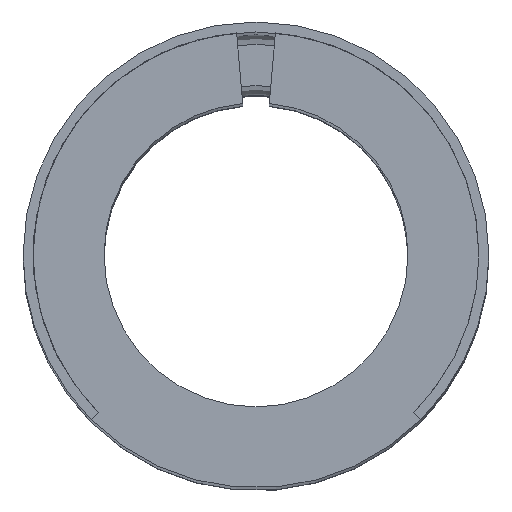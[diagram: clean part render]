
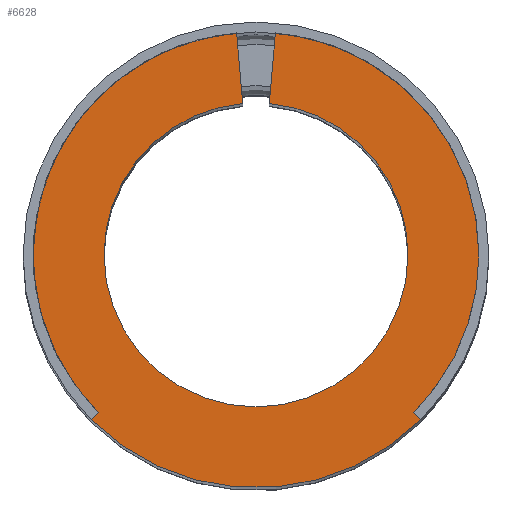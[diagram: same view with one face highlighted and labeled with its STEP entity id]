
A CAD part, top view. The second image highlights one B-rep face of the part: STEP entity #6628.
In plain terms, the highlighted planar face has unit normal (0, 0, 1).
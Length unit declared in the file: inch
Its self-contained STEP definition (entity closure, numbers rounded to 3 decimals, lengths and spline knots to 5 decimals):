
#27 = LINE ( 'NONE', #5329, #11882 ) ;
#89 = VECTOR ( 'NONE', #7542, 39.37008 ) ;
#268 = EDGE_CURVE ( 'NONE', #7107, #13240, #7215, .T. ) ;
#411 = ORIENTED_EDGE ( 'NONE', *, *, #6426, .T. ) ;
#903 = PLANE ( 'NONE',  #3014 ) ;
#923 = CIRCLE ( 'NONE', #11339, 0.39567 ) ;
#1047 = DIRECTION ( 'NONE',  ( 1., 0., 0. ) ) ;
#1178 = CARTESIAN_POINT ( 'NONE',  ( -0.26969, 0., 3.03543 ) ) ;
#1290 = CARTESIAN_POINT ( 'NONE',  ( 0., 0., 3.03543 ) ) ;
#1430 = AXIS2_PLACEMENT_3D ( 'NONE', #1290, #5612, #10014 ) ;
#1534 = VERTEX_POINT ( 'NONE', #8967 ) ;
#1750 = DIRECTION ( 'NONE',  ( 0., 0., -1. ) ) ;
#1943 = LINE ( 'NONE', #11734, #5723 ) ;
#2262 = EDGE_CURVE ( 'NONE', #13605, #6695, #923, .T. ) ;
#2287 = DIRECTION ( 'NONE',  ( -0.087, 0.996, 0. ) ) ;
#2372 = VERTEX_POINT ( 'NONE', #7792 ) ;
#2444 = DIRECTION ( 'NONE',  ( 0., 0., 1. ) ) ;
#2488 = DIRECTION ( 'NONE',  ( 0., 0., 1. ) ) ;
#2504 = CIRCLE ( 'NONE', #3191, 0.26969 ) ;
#2697 = CARTESIAN_POINT ( 'NONE',  ( 0., 0., 3.03543 ) ) ;
#2807 = DIRECTION ( 'NONE',  ( 0., 0., -1. ) ) ;
#2844 = EDGE_LOOP ( 'NONE', ( #3523, #11982, #4031, #12107, #3555, #411, #3139, #11083, #6718, #12000, #8296 ) ) ;
#3009 = CARTESIAN_POINT ( 'NONE',  ( 0., 0., 3.03543 ) ) ;
#3014 = AXIS2_PLACEMENT_3D ( 'NONE', #12889, #6438, #1047 ) ;
#3066 = DIRECTION ( 'NONE',  ( 0., 0., -1. ) ) ;
#3139 = ORIENTED_EDGE ( 'NONE', *, *, #5487, .T. ) ;
#3191 = AXIS2_PLACEMENT_3D ( 'NONE', #13859, #3066, #5190 ) ;
#3284 = VERTEX_POINT ( 'NONE', #5086 ) ;
#3306 = CARTESIAN_POINT ( 'NONE',  ( -0.29231, -0.29231, 3.03543 ) ) ;
#3370 = AXIS2_PLACEMENT_3D ( 'NONE', #3009, #2807, #4918 ) ;
#3523 = ORIENTED_EDGE ( 'NONE', *, *, #6261, .T. ) ;
#3555 = ORIENTED_EDGE ( 'NONE', *, *, #7824, .T. ) ;
#3770 = EDGE_CURVE ( 'NONE', #8594, #7107, #2504, .T. ) ;
#4031 = ORIENTED_EDGE ( 'NONE', *, *, #268, .T. ) ;
#4232 = DIRECTION ( 'NONE',  ( 1., 0., 0. ) ) ;
#4918 = DIRECTION ( 'NONE',  ( 1., 0., 0. ) ) ;
#4935 = CARTESIAN_POINT ( 'NONE',  ( 0., 0., 3.03543 ) ) ;
#5086 = CARTESIAN_POINT ( 'NONE',  ( -0.03448, 0.39416, 3.03543 ) ) ;
#5190 = DIRECTION ( 'NONE',  ( 1., 0., 0. ) ) ;
#5298 = DIRECTION ( 'NONE',  ( 0., 0., 1. ) ) ;
#5329 = CARTESIAN_POINT ( 'NONE',  ( -0.02862, 0.32716, 3.03543 ) ) ;
#5486 = EDGE_CURVE ( 'NONE', #13240, #2372, #8893, .T. ) ;
#5487 = EDGE_CURVE ( 'NONE', #6405, #12416, #6071, .T. ) ;
#5612 = DIRECTION ( 'NONE',  ( 0., 0., 1. ) ) ;
#5723 = VECTOR ( 'NONE', #8695, 39.37008 ) ;
#5937 = EDGE_CURVE ( 'NONE', #8000, #1534, #1943, .T. ) ;
#6011 = EDGE_CURVE ( 'NONE', #12416, #1534, #13204, .T. ) ;
#6071 = LINE ( 'NONE', #11607, #9563 ) ;
#6261 = EDGE_CURVE ( 'NONE', #6695, #8594, #9516, .T. ) ;
#6405 = VERTEX_POINT ( 'NONE', #12996 ) ;
#6426 = EDGE_CURVE ( 'NONE', #3284, #6405, #13424, .T. ) ;
#6438 = DIRECTION ( 'NONE',  ( 0., 0., 1. ) ) ;
#6628 = ADVANCED_FACE ( 'NONE', ( #13032 ), #903, .T. ) ;
#6695 = VERTEX_POINT ( 'NONE', #8984 ) ;
#6703 = CARTESIAN_POINT ( 'NONE',  ( 0., 0., 3.03543 ) ) ;
#6718 = ORIENTED_EDGE ( 'NONE', *, *, #5937, .F. ) ;
#7107 = VERTEX_POINT ( 'NONE', #9183 ) ;
#7215 = CIRCLE ( 'NONE', #3370, 0.26969 ) ;
#7359 = CARTESIAN_POINT ( 'NONE',  ( 0., 0., 3.03543 ) ) ;
#7542 = DIRECTION ( 'NONE',  ( -0.087, -0.996, 0. ) ) ;
#7792 = CARTESIAN_POINT ( 'NONE',  ( -0.0235, 0.26866, 3.03543 ) ) ;
#7800 = AXIS2_PLACEMENT_3D ( 'NONE', #2697, #2488, #13335 ) ;
#7824 = EDGE_CURVE ( 'NONE', #2372, #3284, #27, .T. ) ;
#7839 = EDGE_CURVE ( 'NONE', #8000, #13605, #13913, .T. ) ;
#8000 = VERTEX_POINT ( 'NONE', #8294 ) ;
#8277 = DIRECTION ( 'NONE',  ( 1., 0., 0. ) ) ;
#8294 = CARTESIAN_POINT ( 'NONE',  ( 0.27978, -0.27978, 3.03543 ) ) ;
#8296 = ORIENTED_EDGE ( 'NONE', *, *, #2262, .T. ) ;
#8594 = VERTEX_POINT ( 'NONE', #10445 ) ;
#8695 = DIRECTION ( 'NONE',  ( 0.707, -0.707, 0. ) ) ;
#8893 = CIRCLE ( 'NONE', #11156, 0.26969 ) ;
#8967 = CARTESIAN_POINT ( 'NONE',  ( 0.29231, -0.29231, 3.03543 ) ) ;
#8984 = CARTESIAN_POINT ( 'NONE',  ( 0.03448, 0.39416, 3.03543 ) ) ;
#9124 = AXIS2_PLACEMENT_3D ( 'NONE', #6703, #2444, #10887 ) ;
#9183 = CARTESIAN_POINT ( 'NONE',  ( 0.26969, 0., 3.03543 ) ) ;
#9516 = LINE ( 'NONE', #12644, #89 ) ;
#9563 = VECTOR ( 'NONE', #10475, 39.37008 ) ;
#10014 = DIRECTION ( 'NONE',  ( 1., 0., 0. ) ) ;
#10445 = CARTESIAN_POINT ( 'NONE',  ( 0.0235, 0.26866, 3.03543 ) ) ;
#10475 = DIRECTION ( 'NONE',  ( -0.707, -0.707, 0. ) ) ;
#10887 = DIRECTION ( 'NONE',  ( 1., 0., 0. ) ) ;
#11083 = ORIENTED_EDGE ( 'NONE', *, *, #6011, .T. ) ;
#11156 = AXIS2_PLACEMENT_3D ( 'NONE', #4935, #1750, #8277 ) ;
#11339 = AXIS2_PLACEMENT_3D ( 'NONE', #7359, #5298, #4232 ) ;
#11607 = CARTESIAN_POINT ( 'NONE',  ( -0.24783, -0.24783, 3.03543 ) ) ;
#11734 = CARTESIAN_POINT ( 'NONE',  ( 0.24783, -0.24783, 3.03543 ) ) ;
#11882 = VECTOR ( 'NONE', #2287, 39.37008 ) ;
#11933 = CARTESIAN_POINT ( 'NONE',  ( 0.39567, 0., 3.03543 ) ) ;
#11982 = ORIENTED_EDGE ( 'NONE', *, *, #3770, .T. ) ;
#12000 = ORIENTED_EDGE ( 'NONE', *, *, #7839, .T. ) ;
#12107 = ORIENTED_EDGE ( 'NONE', *, *, #5486, .T. ) ;
#12416 = VERTEX_POINT ( 'NONE', #3306 ) ;
#12644 = CARTESIAN_POINT ( 'NONE',  ( 0.03448, 0.39416, 3.03543 ) ) ;
#12889 = CARTESIAN_POINT ( 'NONE',  ( -0.0235, 0.26866, 3.03543 ) ) ;
#12996 = CARTESIAN_POINT ( 'NONE',  ( -0.27978, -0.27978, 3.03543 ) ) ;
#13032 = FACE_OUTER_BOUND ( 'NONE', #2844, .T. ) ;
#13204 = CIRCLE ( 'NONE', #9124, 0.41339 ) ;
#13240 = VERTEX_POINT ( 'NONE', #1178 ) ;
#13335 = DIRECTION ( 'NONE',  ( 1., 0., 0. ) ) ;
#13424 = CIRCLE ( 'NONE', #1430, 0.39567 ) ;
#13605 = VERTEX_POINT ( 'NONE', #11933 ) ;
#13859 = CARTESIAN_POINT ( 'NONE',  ( 0., 0., 3.03543 ) ) ;
#13913 = CIRCLE ( 'NONE', #7800, 0.39567 ) ;
